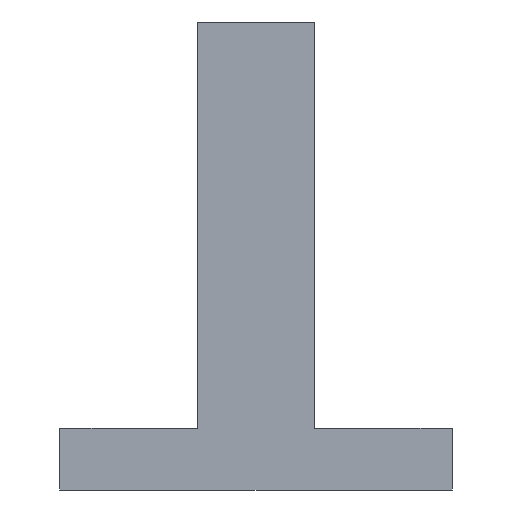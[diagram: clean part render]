
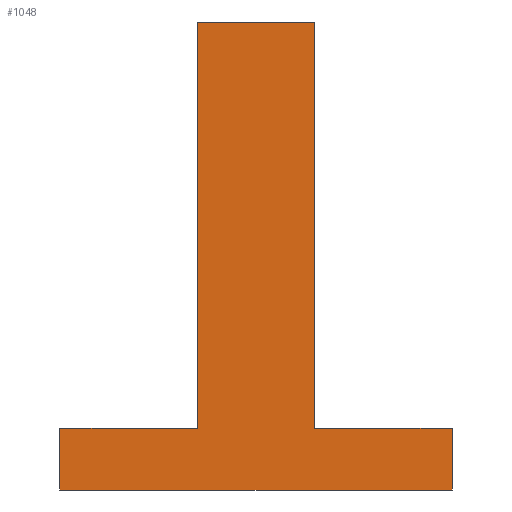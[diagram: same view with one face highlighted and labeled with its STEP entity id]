
A CAD part, left-side view. The second image highlights one B-rep face of the part: STEP entity #1048.
In plain terms, the highlighted planar face has unit normal (-1, 0, 0).
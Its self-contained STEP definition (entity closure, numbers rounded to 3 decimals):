
#39 = VECTOR ( 'NONE', #319, 1000. ) ;
#40 = VECTOR ( 'NONE', #314, 1000. ) ;
#43 = AXIS2_PLACEMENT_3D ( 'NONE', #584, #860, #163 ) ;
#63 = EDGE_CURVE ( 'NONE', #215, #275, #623, .T. ) ;
#129 = EDGE_CURVE ( 'NONE', #723, #173, #1036, .T. ) ;
#137 = DIRECTION ( 'NONE',  ( 0., -1., 0. ) ) ;
#154 = DIRECTION ( 'NONE',  ( 0., -1., 0. ) ) ;
#163 = DIRECTION ( 'NONE',  ( 0., 0., -1. ) ) ;
#165 = CARTESIAN_POINT ( 'NONE',  ( -15.5, -8.5, 68. ) ) ;
#172 = CARTESIAN_POINT ( 'NONE',  ( -15.5, -8.5, 9. ) ) ;
#173 = VERTEX_POINT ( 'NONE', #172 ) ;
#196 = ORIENTED_EDGE ( 'NONE', *, *, #129, .F. ) ;
#215 = VERTEX_POINT ( 'NONE', #1057 ) ;
#222 = LINE ( 'NONE', #921, #649 ) ;
#243 = CARTESIAN_POINT ( 'NONE',  ( -15.5, 10.3, 9. ) ) ;
#270 = LINE ( 'NONE', #406, #40 ) ;
#275 = VERTEX_POINT ( 'NONE', #359 ) ;
#301 = VERTEX_POINT ( 'NONE', #811 ) ;
#305 = VECTOR ( 'NONE', #898, 1000. ) ;
#314 = DIRECTION ( 'NONE',  ( 0., 0., -1. ) ) ;
#319 = DIRECTION ( 'NONE',  ( 0., 0., -1. ) ) ;
#322 = EDGE_CURVE ( 'NONE', #301, #275, #407, .T. ) ;
#330 = CARTESIAN_POINT ( 'NONE',  ( -15.5, 28.5, 0. ) ) ;
#341 = ORIENTED_EDGE ( 'NONE', *, *, #566, .T. ) ;
#359 = CARTESIAN_POINT ( 'NONE',  ( -15.5, 8.5, 9. ) ) ;
#364 = EDGE_LOOP ( 'NONE', ( #341, #948, #722, #196, #1061, #410, #565, #495 ) ) ;
#365 = CARTESIAN_POINT ( 'NONE',  ( -15.5, -28.5, 9. ) ) ;
#374 = CARTESIAN_POINT ( 'NONE',  ( -15.5, 8.5, 68. ) ) ;
#406 = CARTESIAN_POINT ( 'NONE',  ( -15.5, -28.5, 9. ) ) ;
#407 = LINE ( 'NONE', #374, #305 ) ;
#410 = ORIENTED_EDGE ( 'NONE', *, *, #322, .T. ) ;
#413 = CARTESIAN_POINT ( 'NONE',  ( -15.5, -8.5, 68. ) ) ;
#444 = DIRECTION ( 'NONE',  ( 0., -1., 0. ) ) ;
#495 = ORIENTED_EDGE ( 'NONE', *, *, #1073, .T. ) ;
#565 = ORIENTED_EDGE ( 'NONE', *, *, #63, .F. ) ;
#566 = EDGE_CURVE ( 'NONE', #717, #1005, #691, .T. ) ;
#584 = CARTESIAN_POINT ( 'NONE',  ( -15.5, -28.5, 9. ) ) ;
#601 = DIRECTION ( 'NONE',  ( 0., 0., -1. ) ) ;
#602 = EDGE_CURVE ( 'NONE', #922, #1005, #270, .T. ) ;
#611 = VECTOR ( 'NONE', #444, 1000. ) ;
#622 = EDGE_CURVE ( 'NONE', #173, #922, #222, .T. ) ;
#623 = LINE ( 'NONE', #243, #939 ) ;
#649 = VECTOR ( 'NONE', #1093, 1000. ) ;
#660 = CARTESIAN_POINT ( 'NONE',  ( -15.5, -28.5, 0. ) ) ;
#669 = VECTOR ( 'NONE', #601, 1000. ) ;
#691 = LINE ( 'NONE', #660, #1025 ) ;
#717 = VERTEX_POINT ( 'NONE', #330 ) ;
#722 = ORIENTED_EDGE ( 'NONE', *, *, #622, .F. ) ;
#723 = VERTEX_POINT ( 'NONE', #165 ) ;
#811 = CARTESIAN_POINT ( 'NONE',  ( -15.5, 8.5, 68. ) ) ;
#860 = DIRECTION ( 'NONE',  ( 1., 0., 0. ) ) ;
#898 = DIRECTION ( 'NONE',  ( 0., 0., -1. ) ) ;
#901 = EDGE_CURVE ( 'NONE', #301, #723, #903, .T. ) ;
#903 = LINE ( 'NONE', #1038, #611 ) ;
#921 = CARTESIAN_POINT ( 'NONE',  ( -15.5, 10.3, 9. ) ) ;
#922 = VERTEX_POINT ( 'NONE', #365 ) ;
#924 = CARTESIAN_POINT ( 'NONE',  ( -15.5, -28.5, 0. ) ) ;
#939 = VECTOR ( 'NONE', #154, 1000. ) ;
#948 = ORIENTED_EDGE ( 'NONE', *, *, #602, .F. ) ;
#954 = CARTESIAN_POINT ( 'NONE',  ( -15.5, 28.5, 9. ) ) ;
#998 = LINE ( 'NONE', #954, #39 ) ;
#1005 = VERTEX_POINT ( 'NONE', #924 ) ;
#1023 = FACE_OUTER_BOUND ( 'NONE', #364, .T. ) ;
#1025 = VECTOR ( 'NONE', #137, 1000. ) ;
#1036 = LINE ( 'NONE', #413, #669 ) ;
#1038 = CARTESIAN_POINT ( 'NONE',  ( -15.5, -8.5, 68. ) ) ;
#1048 = ADVANCED_FACE ( 'NONE', ( #1023 ), #1096, .F. ) ;
#1057 = CARTESIAN_POINT ( 'NONE',  ( -15.5, 28.5, 9. ) ) ;
#1061 = ORIENTED_EDGE ( 'NONE', *, *, #901, .F. ) ;
#1073 = EDGE_CURVE ( 'NONE', #215, #717, #998, .T. ) ;
#1093 = DIRECTION ( 'NONE',  ( 0., -1., 0. ) ) ;
#1096 = PLANE ( 'NONE',  #43 ) ;
